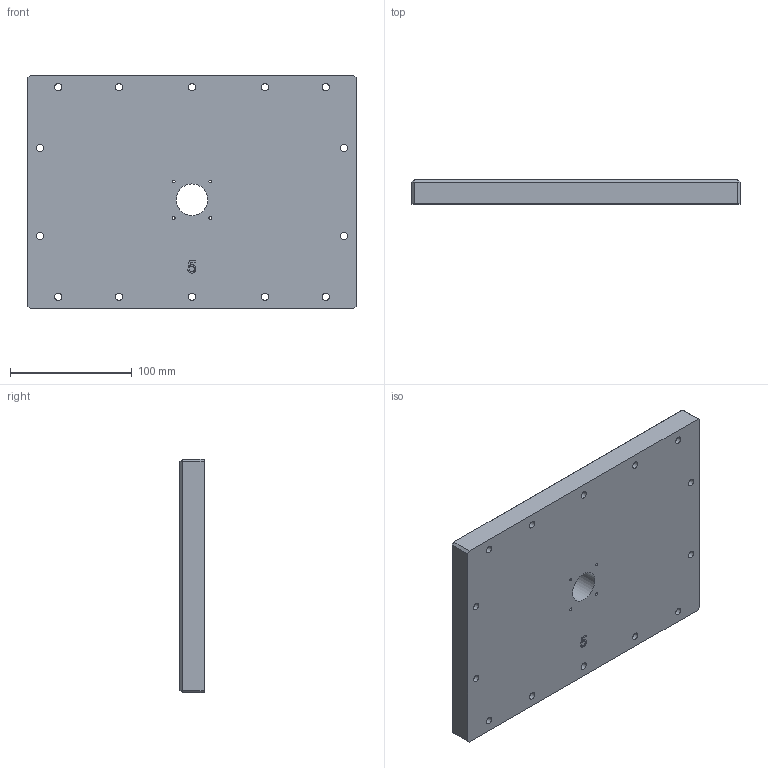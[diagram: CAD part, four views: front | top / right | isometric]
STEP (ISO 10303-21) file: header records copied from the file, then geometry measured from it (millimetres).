
FILE_DESCRIPTION(/* description */ (''),/* implementation_level */ '2;1');
FILE_NAME(/* name */ 'Back(5).step',/* time_stamp */ '2021-10-08T09:57:06+01:00',/* author */ (''),/* organization */ (''),/* preprocessor_version */ 'ST-DEVELOPER v18.1',/* originating_system */ 'Autodesk Translation Framework v10.10.0.1391',/* authorisation */ '');
FILE_SCHEMA (('AUTOMOTIVE_DESIGN { 1 0 10303 214 3 1 1 }'));
Length unit declared in the file: millimetre
Products named in the file (1): Back(5)
Bounding box: 270 x 20 x 192.35 mm (x, y, z)
Volume: 1013497.7 mm3; surface area: 127799.2 mm2
Topology: 1 solids, 1 shells, 80 faces, 189 edges, 122 vertices
Faces by surface type: plane 36, cylinder 29, bspline 15
Full cylindrical faces by diameter (mm): 2.271 x4, 6 x14, 11 x10, 26 x1
Entity records: 2441 total; most frequent: CARTESIAN_POINT 527, ORIENTED_EDGE 378, DIRECTION 349, EDGE_CURVE 189, EDGE_LOOP 129, AXIS2_PLACEMENT_3D 124, VERTEX_POINT 122, LINE 101
